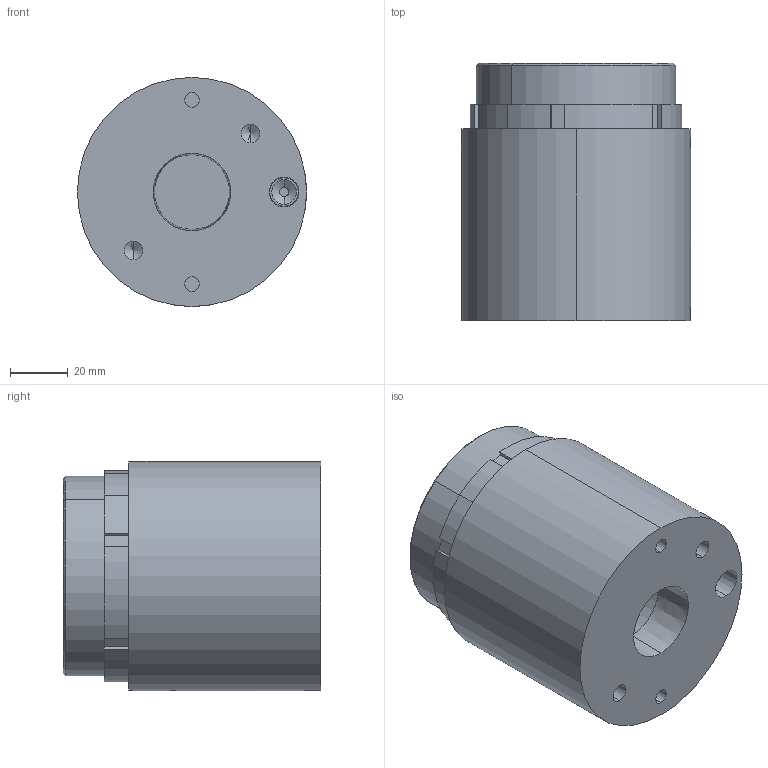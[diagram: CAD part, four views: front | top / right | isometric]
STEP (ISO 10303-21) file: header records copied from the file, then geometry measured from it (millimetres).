
FILE_DESCRIPTION (( 'STEP AP214' ), '1' );
FILE_NAME ('CTSC-002945.STEP', '2025-04-24T12:21:09', ( '' ), ( '' ), 'SwSTEP 2.0', 'SolidWorks 2023', '' );
FILE_SCHEMA (( 'AUTOMOTIVE_DESIGN' ));
Length unit declared in the file: inch
Products named in the file (1): CTSC-002945
Bounding box: 79.02 x 88.82 x 79.02 mm (x, y, z)
Volume: 316304.9 mm3; surface area: 42486.3 mm2
Topology: 1 solids, 2 shells, 122 faces, 293 edges, 188 vertices
Faces by surface type: cylinder 53, plane 49, cone 20
Entity records: 4887 total; most frequent: CARTESIAN_POINT 728, DIRECTION 641, ORIENTED_EDGE 578, EDGE_CURVE 289, AXIS2_PLACEMENT_3D 239, VERTEX_POINT 188, LINE 163, VECTOR 163
